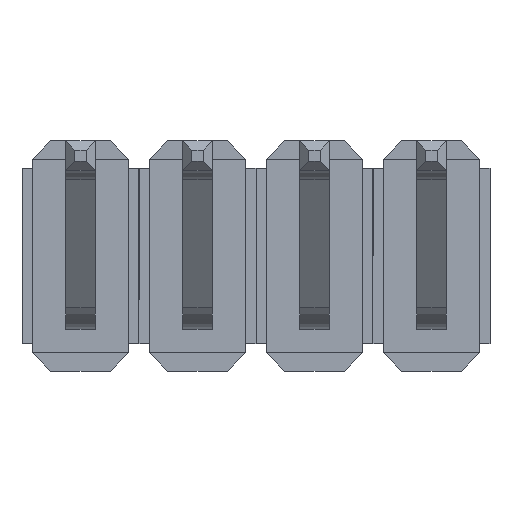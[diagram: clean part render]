
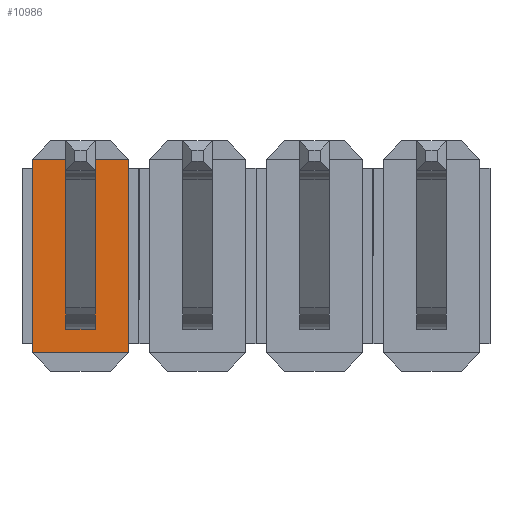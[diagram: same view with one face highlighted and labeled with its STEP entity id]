
A CAD part, front view. The second image highlights one B-rep face of the part: STEP entity #10986.
In plain terms, the highlighted planar face has unit normal (0, -1, 0).
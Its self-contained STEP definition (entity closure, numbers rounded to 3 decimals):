
#28 = DIRECTION ( 'NONE',  ( 0., 0., -1. ) ) ;
#58 = CARTESIAN_POINT ( 'NONE',  ( -1.05, 0.54, -2.1 ) ) ;
#239 = EDGE_CURVE ( 'NONE', #11552, #7514, #2135, .T. ) ;
#673 = LINE ( 'NONE', #8813, #9619 ) ;
#750 = DIRECTION ( 'NONE',  ( -1., 0., 0. ) ) ;
#809 = VERTEX_POINT ( 'NONE', #7549 ) ;
#936 = CARTESIAN_POINT ( 'NONE',  ( 1.05, 0.54, 2.1 ) ) ;
#1014 = CARTESIAN_POINT ( 'NONE',  ( 0.32, 0.54, 2.1 ) ) ;
#1150 = VECTOR ( 'NONE', #14725, 1000. ) ;
#1387 = CARTESIAN_POINT ( 'NONE',  ( -1.05, 0.54, 2.1 ) ) ;
#1563 = PLANE ( 'NONE',  #3227 ) ;
#1764 = EDGE_CURVE ( 'NONE', #809, #6444, #11602, .T. ) ;
#1765 = LINE ( 'NONE', #1387, #13948 ) ;
#2135 = LINE ( 'NONE', #4509, #9205 ) ;
#2303 = DIRECTION ( 'NONE',  ( 1., 0., 0. ) ) ;
#2331 = ORIENTED_EDGE ( 'NONE', *, *, #2547, .F. ) ;
#2547 = EDGE_CURVE ( 'NONE', #7519, #14499, #3782, .T. ) ;
#2768 = DIRECTION ( 'NONE',  ( 0., 1., 0. ) ) ;
#2961 = CARTESIAN_POINT ( 'NONE',  ( 0.32, 0.54, 0.95 ) ) ;
#3015 = ORIENTED_EDGE ( 'NONE', *, *, #239, .T. ) ;
#3227 = AXIS2_PLACEMENT_3D ( 'NONE', #9868, #2768, #11045 ) ;
#3260 = VECTOR ( 'NONE', #750, 1000. ) ;
#3279 = ORIENTED_EDGE ( 'NONE', *, *, #9611, .F. ) ;
#3363 = VECTOR ( 'NONE', #28, 1000. ) ;
#3618 = LINE ( 'NONE', #4323, #6562 ) ;
#3754 = LINE ( 'NONE', #6640, #1150 ) ;
#3782 = LINE ( 'NONE', #6180, #13022 ) ;
#3813 = CARTESIAN_POINT ( 'NONE',  ( 1.27, 0.54, -1.59 ) ) ;
#3928 = FACE_BOUND ( 'NONE', #13477, .T. ) ;
#4016 = CARTESIAN_POINT ( 'NONE',  ( -0.32, 0.54, -0.95 ) ) ;
#4149 = ORIENTED_EDGE ( 'NONE', *, *, #14990, .T. ) ;
#4323 = CARTESIAN_POINT ( 'NONE',  ( 1.27, 0.54, -0.95 ) ) ;
#4456 = FACE_BOUND ( 'NONE', #12191, .T. ) ;
#4486 = VECTOR ( 'NONE', #7950, 1000. ) ;
#4509 = CARTESIAN_POINT ( 'NONE',  ( 0., 0.54, 1.59 ) ) ;
#4990 = EDGE_CURVE ( 'NONE', #14651, #5389, #1765, .T. ) ;
#5292 = VECTOR ( 'NONE', #11778, 1000. ) ;
#5389 = VERTEX_POINT ( 'NONE', #58 ) ;
#5857 = LINE ( 'NONE', #13086, #5292 ) ;
#6180 = CARTESIAN_POINT ( 'NONE',  ( 1.05, 0.54, -2.1 ) ) ;
#6444 = VERTEX_POINT ( 'NONE', #11702 ) ;
#6562 = VECTOR ( 'NONE', #7679, 1000. ) ;
#6640 = CARTESIAN_POINT ( 'NONE',  ( 0., 0.54, 0.95 ) ) ;
#6760 = CARTESIAN_POINT ( 'NONE',  ( -0.32, 0.54, 1.59 ) ) ;
#6789 = CARTESIAN_POINT ( 'NONE',  ( 0.32, 0.54, 1.59 ) ) ;
#7215 = ORIENTED_EDGE ( 'NONE', *, *, #10406, .T. ) ;
#7321 = ORIENTED_EDGE ( 'NONE', *, *, #4990, .T. ) ;
#7514 = VERTEX_POINT ( 'NONE', #6789 ) ;
#7519 = VERTEX_POINT ( 'NONE', #936 ) ;
#7549 = CARTESIAN_POINT ( 'NONE',  ( 0.32, 0.54, -1.59 ) ) ;
#7555 = EDGE_LOOP ( 'NONE', ( #12558, #7321, #8511, #2331 ) ) ;
#7601 = CARTESIAN_POINT ( 'NONE',  ( -0.32, 0.54, -1.59 ) ) ;
#7642 = CARTESIAN_POINT ( 'NONE',  ( -0.32, 0.54, 0.95 ) ) ;
#7679 = DIRECTION ( 'NONE',  ( -1., 0., 0. ) ) ;
#7759 = ORIENTED_EDGE ( 'NONE', *, *, #8020, .F. ) ;
#7847 = LINE ( 'NONE', #3813, #13546 ) ;
#7882 = CARTESIAN_POINT ( 'NONE',  ( 1.27, 0.54, 2.1 ) ) ;
#7888 = LINE ( 'NONE', #7882, #3260 ) ;
#7950 = DIRECTION ( 'NONE',  ( 0., 0., 1. ) ) ;
#8020 = EDGE_CURVE ( 'NONE', #6444, #8616, #3618, .T. ) ;
#8511 = ORIENTED_EDGE ( 'NONE', *, *, #14191, .F. ) ;
#8527 = EDGE_CURVE ( 'NONE', #13722, #809, #7847, .T. ) ;
#8616 = VERTEX_POINT ( 'NONE', #4016 ) ;
#8813 = CARTESIAN_POINT ( 'NONE',  ( -0.32, 0.54, 2.1 ) ) ;
#9098 = VERTEX_POINT ( 'NONE', #7642 ) ;
#9205 = VECTOR ( 'NONE', #2303, 1000. ) ;
#9611 = EDGE_CURVE ( 'NONE', #8616, #13722, #673, .T. ) ;
#9619 = VECTOR ( 'NONE', #11171, 1000. ) ;
#9696 = DIRECTION ( 'NONE',  ( 0., 0., -1. ) ) ;
#9868 = CARTESIAN_POINT ( 'NONE',  ( 1.27, 0.54, 2.1 ) ) ;
#9984 = EDGE_CURVE ( 'NONE', #7519, #14651, #7888, .T. ) ;
#10406 = EDGE_CURVE ( 'NONE', #14392, #9098, #3754, .T. ) ;
#10986 = ADVANCED_FACE ( 'NONE', ( #14987, #3928, #4456 ), #1563, .F. ) ;
#11045 = DIRECTION ( 'NONE',  ( 0., 0., 1. ) ) ;
#11171 = DIRECTION ( 'NONE',  ( 0., 0., -1. ) ) ;
#11305 = ORIENTED_EDGE ( 'NONE', *, *, #13129, .T. ) ;
#11404 = CARTESIAN_POINT ( 'NONE',  ( 1.05, 0.54, -2.1 ) ) ;
#11552 = VERTEX_POINT ( 'NONE', #6760 ) ;
#11602 = LINE ( 'NONE', #1014, #12321 ) ;
#11652 = DIRECTION ( 'NONE',  ( 0., 0., 1. ) ) ;
#11702 = CARTESIAN_POINT ( 'NONE',  ( 0.32, 0.54, -0.95 ) ) ;
#11778 = DIRECTION ( 'NONE',  ( -1., 0., 0. ) ) ;
#12191 = EDGE_LOOP ( 'NONE', ( #13336, #14800, #3279, #7759 ) ) ;
#12321 = VECTOR ( 'NONE', #11652, 1000. ) ;
#12558 = ORIENTED_EDGE ( 'NONE', *, *, #9984, .T. ) ;
#12971 = CARTESIAN_POINT ( 'NONE',  ( -1.05, 0.54, 2.1 ) ) ;
#13020 = CARTESIAN_POINT ( 'NONE',  ( 0.32, 0.54, 2.1 ) ) ;
#13022 = VECTOR ( 'NONE', #14521, 1000. ) ;
#13086 = CARTESIAN_POINT ( 'NONE',  ( 1.27, 0.54, -2.1 ) ) ;
#13129 = EDGE_CURVE ( 'NONE', #7514, #14392, #13146, .T. ) ;
#13146 = LINE ( 'NONE', #13020, #3363 ) ;
#13336 = ORIENTED_EDGE ( 'NONE', *, *, #1764, .F. ) ;
#13371 = LINE ( 'NONE', #15021, #4486 ) ;
#13477 = EDGE_LOOP ( 'NONE', ( #7215, #4149, #3015, #11305 ) ) ;
#13546 = VECTOR ( 'NONE', #14735, 1000. ) ;
#13722 = VERTEX_POINT ( 'NONE', #7601 ) ;
#13948 = VECTOR ( 'NONE', #9696, 1000. ) ;
#14191 = EDGE_CURVE ( 'NONE', #14499, #5389, #5857, .T. ) ;
#14392 = VERTEX_POINT ( 'NONE', #2961 ) ;
#14499 = VERTEX_POINT ( 'NONE', #11404 ) ;
#14521 = DIRECTION ( 'NONE',  ( 0., 0., -1. ) ) ;
#14651 = VERTEX_POINT ( 'NONE', #12971 ) ;
#14725 = DIRECTION ( 'NONE',  ( -1., 0., 0. ) ) ;
#14735 = DIRECTION ( 'NONE',  ( 1., 0., 0. ) ) ;
#14800 = ORIENTED_EDGE ( 'NONE', *, *, #8527, .F. ) ;
#14987 = FACE_OUTER_BOUND ( 'NONE', #7555, .T. ) ;
#14990 = EDGE_CURVE ( 'NONE', #9098, #11552, #13371, .T. ) ;
#15021 = CARTESIAN_POINT ( 'NONE',  ( -0.32, 0.54, 2.1 ) ) ;
